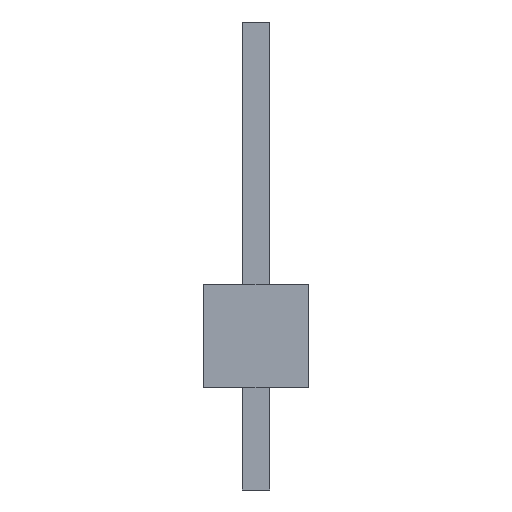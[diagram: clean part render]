
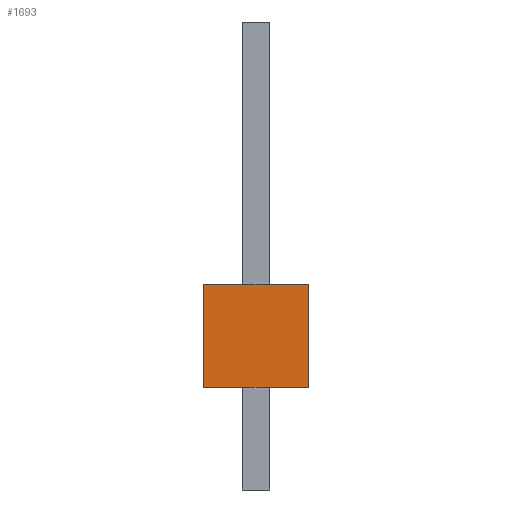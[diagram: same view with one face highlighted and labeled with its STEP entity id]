
A CAD part, left-side view. The second image highlights one B-rep face of the part: STEP entity #1693.
In plain terms, the highlighted planar face has unit normal (-1, 0, 0).
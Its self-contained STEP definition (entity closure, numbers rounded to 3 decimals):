
#122=DIRECTION('',(0.,-1.,0.));
#123=VECTOR('',#122,2.337);
#124=CARTESIAN_POINT('',(-4.877,1.168,0.));
#125=LINE('',#124,#123);
#246=DIRECTION('',(0.,0.,-1.));
#247=VECTOR('',#246,2.286);
#248=CARTESIAN_POINT('',(-4.877,-1.168,0.));
#249=LINE('',#248,#247);
#322=DIRECTION('',(0.,-1.,0.));
#323=VECTOR('',#322,2.337);
#324=CARTESIAN_POINT('',(-4.877,1.168,-2.286));
#325=LINE('',#324,#323);
#542=DIRECTION('',(0.,0.,-1.));
#543=VECTOR('',#542,2.286);
#544=CARTESIAN_POINT('',(-4.877,1.168,0.));
#545=LINE('',#544,#543);
#842=CARTESIAN_POINT('',(-4.877,1.168,0.));
#843=CARTESIAN_POINT('',(-4.877,-1.168,0.));
#844=VERTEX_POINT('',#842);
#845=VERTEX_POINT('',#843);
#850=CARTESIAN_POINT('',(-4.877,1.168,-2.286));
#851=CARTESIAN_POINT('',(-4.877,-1.168,-2.286));
#852=VERTEX_POINT('',#850);
#853=VERTEX_POINT('',#851);
#1682=CARTESIAN_POINT('',(-4.877,1.168,0.));
#1683=DIRECTION('',(-1.,0.,0.));
#1684=DIRECTION('',(0.,-1.,0.));
#1685=AXIS2_PLACEMENT_3D('',#1682,#1683,#1684);
#1686=PLANE('',#1685);
#1687=ORIENTED_EDGE('',*,*,#1155,.T.);
#1688=ORIENTED_EDGE('',*,*,#1354,.T.);
#1689=ORIENTED_EDGE('',*,*,#1466,.F.);
#1690=ORIENTED_EDGE('',*,*,#1583,.F.);
#1691=EDGE_LOOP('',(#1687,#1688,#1689,#1690));
#1692=FACE_OUTER_BOUND('',#1691,.F.);
#1155=EDGE_CURVE('',#844,#845,#125,.T.);
#1354=EDGE_CURVE('',#845,#853,#249,.T.);
#1466=EDGE_CURVE('',#852,#853,#325,.T.);
#1583=EDGE_CURVE('',#844,#852,#545,.T.);
#1693=ADVANCED_FACE('',(#1692),#1686,.T.);
